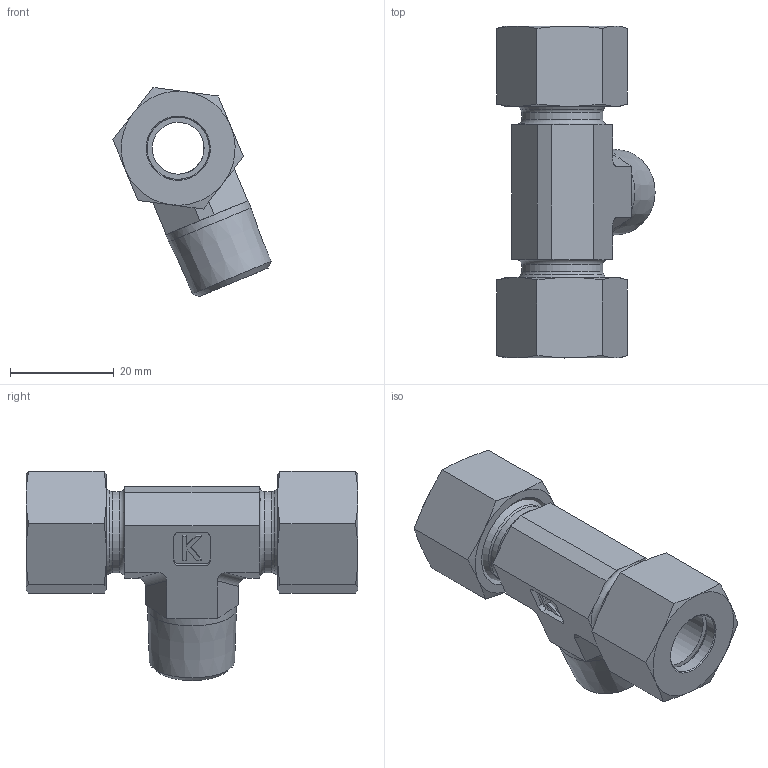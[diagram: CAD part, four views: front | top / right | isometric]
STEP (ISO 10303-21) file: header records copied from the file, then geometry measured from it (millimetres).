
FILE_DESCRIPTION((''),'2;1');
FILE_NAME('29002123818.stp','2014-08-21T15:24:41',(''),('KNOMI spol. s r. o.'),'Autodesk Inventor 2012','Autodesk Inventor 2012','');
FILE_SCHEMA(('AUTOMOTIVE_DESIGN { 1 2 10303 214 0 1 1 1 }'));
Length unit declared in the file: millimetre
Products named in the file (4): THCR2K 12LRkuž R3/8/M18; 28002123818; 3911218; 40112
Assembly tree (5 placements, depth 2):
  THCR2K 12LRkuž R3/8/M18
    28002123818
    3911218  x2
    40112  x2
Bounding box: 30.52 x 64 x 40.35 mm (x, y, z)
Volume: 18526.5 mm3; surface area: 13047.8 mm2
Topology: 5 solids, 5 shells, 166 faces, 406 edges, 259 vertices
Faces by surface type: plane 84, cone 47, cylinder 29, torus 6
Full cylindrical faces by diameter (mm): 9 x1, 10 x1, 12 x6, 14.3 x2, 15.7 x2, 16 x2, 16.376 x2, 17.131 x1, 18 x2
Entity records: 4000 total; most frequent: CARTESIAN_POINT 813, DIRECTION 625, ORIENTED_EDGE 552, EDGE_CURVE 276, AXIS2_PLACEMENT_3D 241, VERTEX_POINT 190, EDGE_LOOP 178, VECTOR 143
